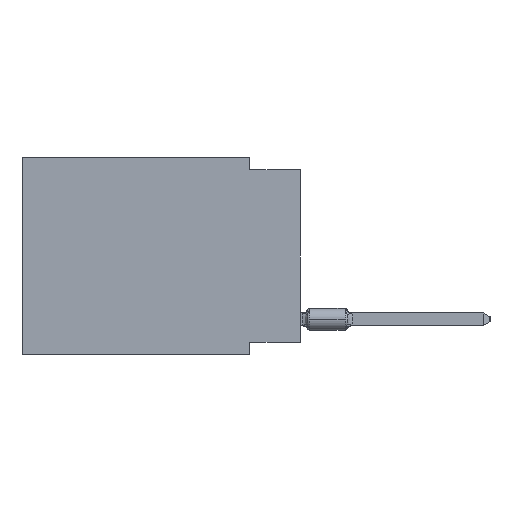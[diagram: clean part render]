
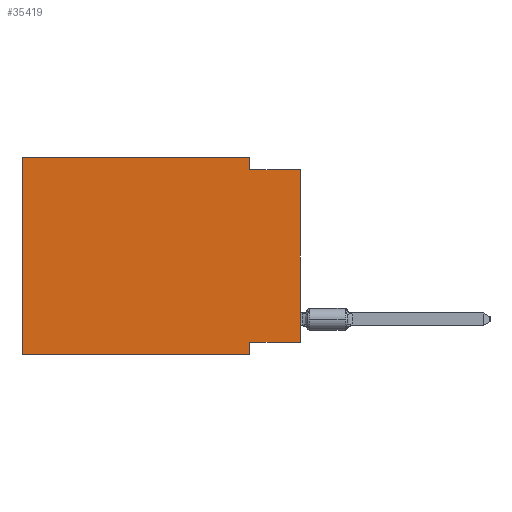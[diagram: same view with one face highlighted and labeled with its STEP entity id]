
A CAD part, left-side view. The second image highlights one B-rep face of the part: STEP entity #35419.
In plain terms, the highlighted planar face has unit normal (-1, 0, 0).
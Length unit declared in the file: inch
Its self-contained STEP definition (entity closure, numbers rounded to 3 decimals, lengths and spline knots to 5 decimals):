
#281 = CARTESIAN_POINT ( 'NONE',  ( 0., 0.1, -0.025 ) ) ;
#1206 = DIRECTION ( 'NONE',  ( 0., -1., 0. ) ) ;
#2355 = ORIENTED_EDGE ( 'NONE', *, *, #49092, .F. ) ;
#3489 = CARTESIAN_POINT ( 'NONE',  ( 0., 0., -0.025 ) ) ;
#3558 = DIRECTION ( 'NONE',  ( 0., -1., 0. ) ) ;
#5602 = VECTOR ( 'NONE', #22930, 39.37008 ) ;
#6166 = LINE ( 'NONE', #35044, #51662 ) ;
#6869 = EDGE_LOOP ( 'NONE', ( #11674, #2355, #57095, #32539, #15382, #26755, #40276, #16776 ) ) ;
#9546 = DIRECTION ( 'NONE',  ( 0., 0., -1. ) ) ;
#10161 = DIRECTION ( 'NONE',  ( 1., 0., 0. ) ) ;
#11327 = VERTEX_POINT ( 'NONE', #281 ) ;
#11674 = ORIENTED_EDGE ( 'NONE', *, *, #43081, .T. ) ;
#13900 = CARTESIAN_POINT ( 'NONE',  ( 0., 0.1, -0.39 ) ) ;
#15258 = VECTOR ( 'NONE', #60894, 39.37008 ) ;
#15308 = VECTOR ( 'NONE', #3558, 39.37008 ) ;
#15318 = CARTESIAN_POINT ( 'NONE',  ( 0., 0., 0. ) ) ;
#15382 = ORIENTED_EDGE ( 'NONE', *, *, #27244, .F. ) ;
#16411 = CARTESIAN_POINT ( 'NONE',  ( 0., 0.1, -0.365 ) ) ;
#16776 = ORIENTED_EDGE ( 'NONE', *, *, #57537, .F. ) ;
#17304 = VECTOR ( 'NONE', #1206, 39.37008 ) ;
#18478 = CARTESIAN_POINT ( 'NONE',  ( 0., 0., -0.365 ) ) ;
#21469 = VERTEX_POINT ( 'NONE', #16411 ) ;
#22923 = EDGE_CURVE ( 'NONE', #38454, #42107, #46261, .T. ) ;
#22930 = DIRECTION ( 'NONE',  ( 0., 0., 1. ) ) ;
#23727 = VERTEX_POINT ( 'NONE', #55789 ) ;
#26755 = ORIENTED_EDGE ( 'NONE', *, *, #34154, .T. ) ;
#27244 = EDGE_CURVE ( 'NONE', #42470, #38454, #43018, .T. ) ;
#30380 = CARTESIAN_POINT ( 'NONE',  ( 0., 0., -0.025 ) ) ;
#32123 = LINE ( 'NONE', #13900, #44965 ) ;
#32353 = VERTEX_POINT ( 'NONE', #3489 ) ;
#32539 = ORIENTED_EDGE ( 'NONE', *, *, #22923, .F. ) ;
#32921 = LINE ( 'NONE', #18478, #15258 ) ;
#34154 = EDGE_CURVE ( 'NONE', #42470, #23727, #6166, .T. ) ;
#34161 = CARTESIAN_POINT ( 'NONE',  ( 0., 0.1, 0. ) ) ;
#34211 = CARTESIAN_POINT ( 'NONE',  ( 0., 0.55, -0.39 ) ) ;
#34432 = DIRECTION ( 'NONE',  ( 0., -1., 0. ) ) ;
#34757 = DIRECTION ( 'NONE',  ( 0., 0., 1. ) ) ;
#35044 = CARTESIAN_POINT ( 'NONE',  ( 0., 0.55, -0.39 ) ) ;
#35381 = LINE ( 'NONE', #15318, #51106 ) ;
#35419 = ADVANCED_FACE ( 'NONE', ( #39051 ), #52581, .F. ) ;
#36836 = DIRECTION ( 'NONE',  ( 0., 0., -1. ) ) ;
#38454 = VERTEX_POINT ( 'NONE', #39809 ) ;
#38557 = LINE ( 'NONE', #34161, #53364 ) ;
#39051 = FACE_OUTER_BOUND ( 'NONE', #6869, .T. ) ;
#39809 = CARTESIAN_POINT ( 'NONE',  ( 0., 0.55, 0. ) ) ;
#40276 = ORIENTED_EDGE ( 'NONE', *, *, #53361, .F. ) ;
#42107 = VERTEX_POINT ( 'NONE', #59709 ) ;
#42470 = VERTEX_POINT ( 'NONE', #34211 ) ;
#42474 = CARTESIAN_POINT ( 'NONE',  ( 0., 0.55, 0. ) ) ;
#43018 = LINE ( 'NONE', #47738, #5602 ) ;
#43081 = EDGE_CURVE ( 'NONE', #56534, #32353, #35381, .T. ) ;
#44075 = CARTESIAN_POINT ( 'NONE',  ( 0., 0.55, 0. ) ) ;
#44207 = LINE ( 'NONE', #30380, #17304 ) ;
#44965 = VECTOR ( 'NONE', #36836, 39.37008 ) ;
#46261 = LINE ( 'NONE', #42474, #15308 ) ;
#47738 = CARTESIAN_POINT ( 'NONE',  ( 0., 0.55, 0. ) ) ;
#49092 = EDGE_CURVE ( 'NONE', #11327, #32353, #44207, .T. ) ;
#51106 = VECTOR ( 'NONE', #34757, 39.37008 ) ;
#51662 = VECTOR ( 'NONE', #34432, 39.37008 ) ;
#52581 = PLANE ( 'NONE',  #57638 ) ;
#53361 = EDGE_CURVE ( 'NONE', #21469, #23727, #32123, .T. ) ;
#53364 = VECTOR ( 'NONE', #57733, 39.37008 ) ;
#55789 = CARTESIAN_POINT ( 'NONE',  ( 0., 0.1, -0.39 ) ) ;
#56534 = VERTEX_POINT ( 'NONE', #59805 ) ;
#57095 = ORIENTED_EDGE ( 'NONE', *, *, #57621, .F. ) ;
#57537 = EDGE_CURVE ( 'NONE', #56534, #21469, #32921, .T. ) ;
#57621 = EDGE_CURVE ( 'NONE', #42107, #11327, #38557, .T. ) ;
#57638 = AXIS2_PLACEMENT_3D ( 'NONE', #44075, #10161, #9546 ) ;
#57733 = DIRECTION ( 'NONE',  ( 0., 0., -1. ) ) ;
#59709 = CARTESIAN_POINT ( 'NONE',  ( 0., 0.1, 0. ) ) ;
#59805 = CARTESIAN_POINT ( 'NONE',  ( 0., 0., -0.365 ) ) ;
#60894 = DIRECTION ( 'NONE',  ( 0., 1., 0. ) ) ;
